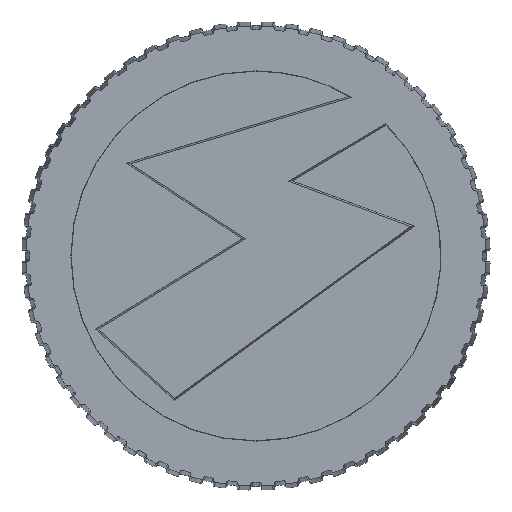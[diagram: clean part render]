
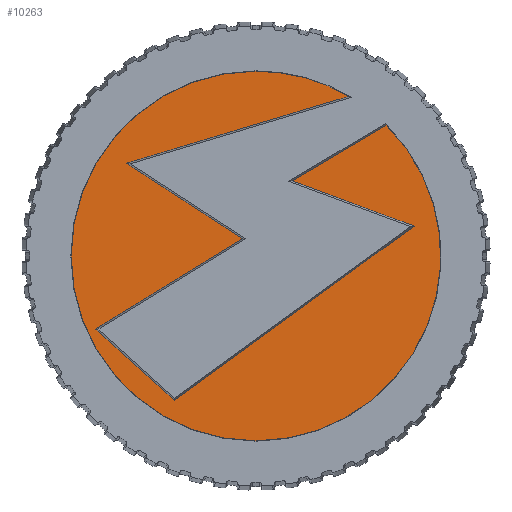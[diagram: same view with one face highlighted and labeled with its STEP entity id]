
A CAD part, front view. The second image highlights one B-rep face of the part: STEP entity #10263.
In plain terms, the highlighted planar face has unit normal (0, -1, 0).
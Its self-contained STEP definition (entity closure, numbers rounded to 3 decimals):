
#68 = CARTESIAN_POINT ( 'NONE',  ( 0., 0.5, 10.283 ) ) ;
#414 = VECTOR ( 'NONE', #7667, 1000. ) ;
#423 = DIRECTION ( 'NONE',  ( 0., -1., 0. ) ) ;
#1200 = CARTESIAN_POINT ( 'NONE',  ( 2.012, 0.5, 4.178 ) ) ;
#2261 = EDGE_CURVE ( 'NONE', #15285, #18572, #13054, .T. ) ;
#2547 = CIRCLE ( 'NONE', #19329, 10.283 ) ;
#2835 = CARTESIAN_POINT ( 'NONE',  ( 0., 0.5, 0. ) ) ;
#2958 = VECTOR ( 'NONE', #19312, 1000. ) ;
#3232 = DIRECTION ( 'NONE',  ( 0., -1., 0. ) ) ;
#3456 = CARTESIAN_POINT ( 'NONE',  ( -0.746, 0.5, 0.964 ) ) ;
#4435 = ORIENTED_EDGE ( 'NONE', *, *, #2261, .T. ) ;
#4664 = ORIENTED_EDGE ( 'NONE', *, *, #18384, .F. ) ;
#5485 = VERTEX_POINT ( 'NONE', #10243 ) ;
#5567 = DIRECTION ( 'NONE',  ( 0., 0., -1. ) ) ;
#5702 = EDGE_CURVE ( 'NONE', #27541, #26159, #20891, .T. ) ;
#7430 = CARTESIAN_POINT ( 'NONE',  ( 8.797, 0.5, 1.665 ) ) ;
#7610 = LINE ( 'NONE', #9845, #2958 ) ;
#7667 = DIRECTION ( 'NONE',  ( -0.852, 0., -0.523 ) ) ;
#7695 = LINE ( 'NONE', #16544, #27798 ) ;
#7747 = EDGE_CURVE ( 'NONE', #5485, #15285, #21797, .T. ) ;
#8571 = CARTESIAN_POINT ( 'NONE',  ( -2.021, 0.5, 6.721 ) ) ;
#9845 = CARTESIAN_POINT ( 'NONE',  ( -4.54, 0.5, -8.03 ) ) ;
#10047 = FACE_OUTER_BOUND ( 'NONE', #11156, .T. ) ;
#10204 = LINE ( 'NONE', #3456, #414 ) ;
#10243 = CARTESIAN_POINT ( 'NONE',  ( -7.216, 0.5, 5.159 ) ) ;
#10263 = ADVANCED_FACE ( 'NONE', ( #10047 ), #25565, .T. ) ;
#10745 = ORIENTED_EDGE ( 'NONE', *, *, #12653, .F. ) ;
#11014 = EDGE_CURVE ( 'NONE', #5485, #12420, #7695, .T. ) ;
#11156 = EDGE_LOOP ( 'NONE', ( #16996, #17274, #4435, #24443, #23797, #16619, #10745, #4664, #11194, #19860 ) ) ;
#11194 = ORIENTED_EDGE ( 'NONE', *, *, #5702, .F. ) ;
#12234 = VERTEX_POINT ( 'NONE', #15903 ) ;
#12303 = CARTESIAN_POINT ( 'NONE',  ( 7.251, 0.5, 7.29 ) ) ;
#12420 = VERTEX_POINT ( 'NONE', #23878 ) ;
#12653 = EDGE_CURVE ( 'NONE', #20295, #12234, #28016, .T. ) ;
#12989 = CIRCLE ( 'NONE', #16808, 10.283 ) ;
#13054 = CIRCLE ( 'NONE', #22663, 10.283 ) ;
#13508 = CARTESIAN_POINT ( 'NONE',  ( 0., 0.5, -10.283 ) ) ;
#14925 = DIRECTION ( 'NONE',  ( 0., 0., -1. ) ) ;
#15285 = VERTEX_POINT ( 'NONE', #18241 ) ;
#15903 = CARTESIAN_POINT ( 'NONE',  ( 2.012, 0.5, 4.178 ) ) ;
#16153 = EDGE_CURVE ( 'NONE', #18572, #21073, #12989, .T. ) ;
#16343 = DIRECTION ( 'NONE',  ( 0., 0., -1. ) ) ;
#16544 = CARTESIAN_POINT ( 'NONE',  ( -7.216, 0.5, 5.159 ) ) ;
#16619 = ORIENTED_EDGE ( 'NONE', *, *, #25562, .F. ) ;
#16808 = AXIS2_PLACEMENT_3D ( 'NONE', #21535, #18833, #19424 ) ;
#16837 = DIRECTION ( 'NONE',  ( 0.839, 0., -0.544 ) ) ;
#16996 = ORIENTED_EDGE ( 'NONE', *, *, #11014, .F. ) ;
#17265 = DIRECTION ( 'NONE',  ( 0.86, 0., 0.511 ) ) ;
#17274 = ORIENTED_EDGE ( 'NONE', *, *, #7747, .T. ) ;
#17763 = AXIS2_PLACEMENT_3D ( 'NONE', #19218, #28404, #5567 ) ;
#18241 = CARTESIAN_POINT ( 'NONE',  ( 5.176, 0.5, 8.885 ) ) ;
#18384 = EDGE_CURVE ( 'NONE', #26159, #20295, #7610, .T. ) ;
#18572 = VERTEX_POINT ( 'NONE', #68 ) ;
#18833 = DIRECTION ( 'NONE',  ( 0., -1., 0. ) ) ;
#19218 = CARTESIAN_POINT ( 'NONE',  ( 0., 0.5, 0. ) ) ;
#19312 = DIRECTION ( 'NONE',  ( 0.809, 0., 0.588 ) ) ;
#19329 = AXIS2_PLACEMENT_3D ( 'NONE', #2835, #423, #16343 ) ;
#19352 = CARTESIAN_POINT ( 'NONE',  ( -8.939, 0.5, -4.065 ) ) ;
#19424 = DIRECTION ( 'NONE',  ( 0., 0., -1. ) ) ;
#19860 = ORIENTED_EDGE ( 'NONE', *, *, #20960, .F. ) ;
#20118 = LINE ( 'NONE', #1200, #28892 ) ;
#20295 = VERTEX_POINT ( 'NONE', #29590 ) ;
#20891 = LINE ( 'NONE', #24963, #21284 ) ;
#20960 = EDGE_CURVE ( 'NONE', #12420, #27541, #10204, .T. ) ;
#21073 = VERTEX_POINT ( 'NONE', #13508 ) ;
#21284 = VECTOR ( 'NONE', #25408, 1000. ) ;
#21535 = CARTESIAN_POINT ( 'NONE',  ( 0., 0.5, 0. ) ) ;
#21797 = LINE ( 'NONE', #8571, #22050 ) ;
#22050 = VECTOR ( 'NONE', #27518, 1000. ) ;
#22663 = AXIS2_PLACEMENT_3D ( 'NONE', #23977, #3232, #14925 ) ;
#23505 = VECTOR ( 'NONE', #25754, 1000. ) ;
#23797 = ORIENTED_EDGE ( 'NONE', *, *, #29651, .T. ) ;
#23878 = CARTESIAN_POINT ( 'NONE',  ( -0.746, 0.5, 0.964 ) ) ;
#23977 = CARTESIAN_POINT ( 'NONE',  ( 0., 0.5, 0. ) ) ;
#24443 = ORIENTED_EDGE ( 'NONE', *, *, #16153, .T. ) ;
#24832 = CARTESIAN_POINT ( 'NONE',  ( -4.54, 0.5, -8.03 ) ) ;
#24963 = CARTESIAN_POINT ( 'NONE',  ( -8.939, 0.5, -4.065 ) ) ;
#25408 = DIRECTION ( 'NONE',  ( 0.743, 0., -0.67 ) ) ;
#25562 = EDGE_CURVE ( 'NONE', #12234, #28229, #20118, .T. ) ;
#25565 = PLANE ( 'NONE',  #17763 ) ;
#25754 = DIRECTION ( 'NONE',  ( -0.938, 0., 0.347 ) ) ;
#26159 = VERTEX_POINT ( 'NONE', #24832 ) ;
#27518 = DIRECTION ( 'NONE',  ( 0.958, 0., 0.288 ) ) ;
#27541 = VERTEX_POINT ( 'NONE', #19352 ) ;
#27798 = VECTOR ( 'NONE', #16837, 1000. ) ;
#28016 = LINE ( 'NONE', #7430, #23505 ) ;
#28229 = VERTEX_POINT ( 'NONE', #12303 ) ;
#28404 = DIRECTION ( 'NONE',  ( 0., -1., 0. ) ) ;
#28892 = VECTOR ( 'NONE', #17265, 1000. ) ;
#29590 = CARTESIAN_POINT ( 'NONE',  ( 8.797, 0.5, 1.665 ) ) ;
#29651 = EDGE_CURVE ( 'NONE', #21073, #28229, #2547, .T. ) ;
